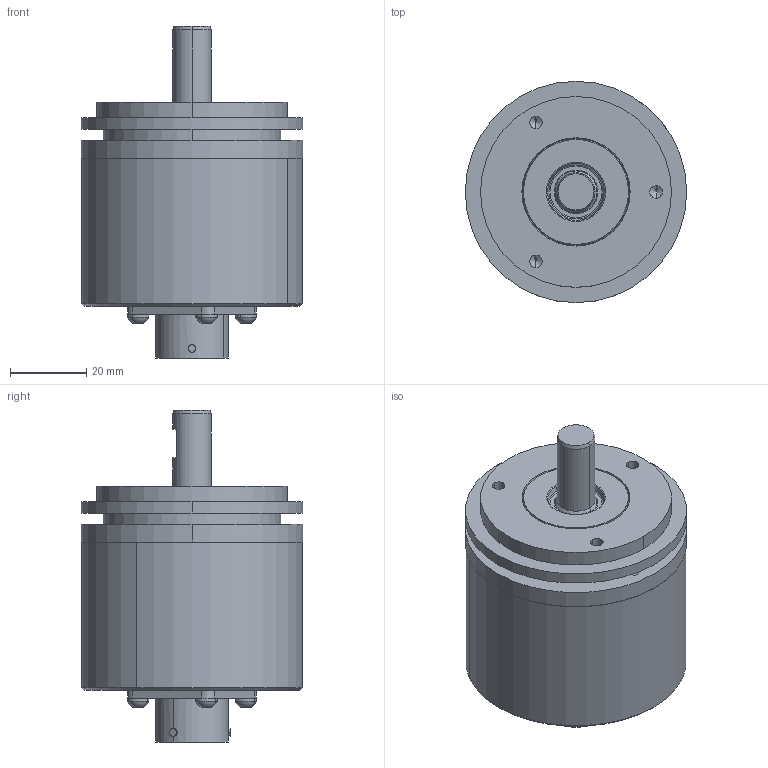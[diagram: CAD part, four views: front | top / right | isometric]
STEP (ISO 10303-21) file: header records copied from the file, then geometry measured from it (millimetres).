
FILE_DESCRIPTION((''),'2;1');
FILE_NAME('515577','2010-11-10T',('se2802'),(''),'PRO/ENGINEER BY PARAMETRIC TECHNOLOGY CORPORATION, 2010180','PRO/ENGINEER BY PARAMETRIC TECHNOLOGY CORPORATION, 2010180','');
FILE_SCHEMA(('CONFIG_CONTROL_DESIGN'));
Length unit declared in the file: millimetre
Products named in the file (1): 515577
Bounding box: 58 x 58 x 87 mm (x, y, z)
Volume: 137981.4 mm3; surface area: 21309.1 mm2
Topology: 1 solids, 3 shells, 929 faces, 2490 edges, 1641 vertices
Faces by surface type: extrusion 324, plane 304, cylinder 241, cone 24, torus 22, sphere 14
Entity records: 33386 total; most frequent: CARTESIAN_POINT 11088, ORIENTED_EDGE 4968, DIRECTION 3870, EDGE_CURVE 2484, VERTEX_POINT 1641, VECTOR 1316, AXIS2_PLACEMENT_3D 1277, B_SPLINE_CURVE_WITH_KNOTS 1144
